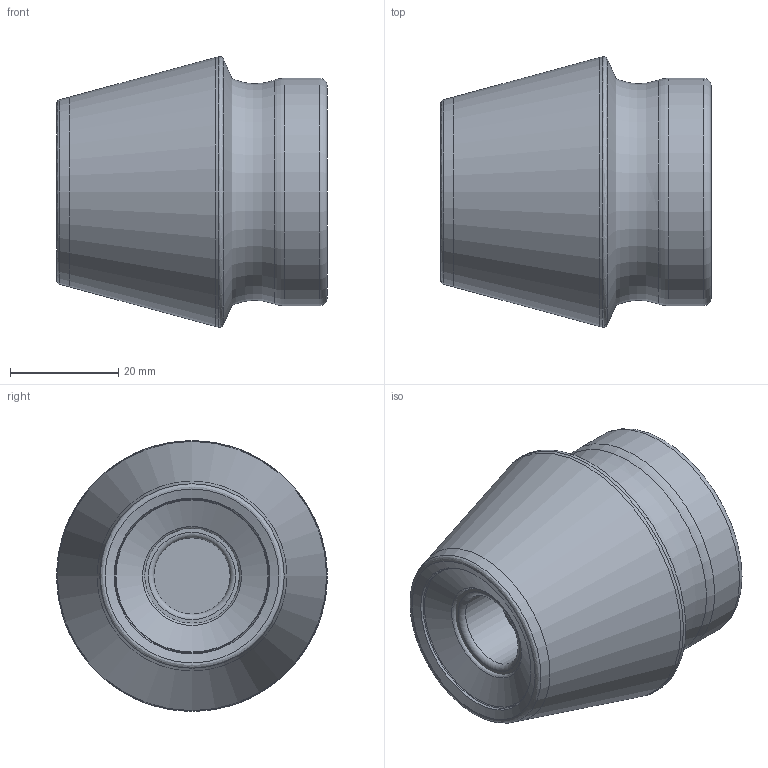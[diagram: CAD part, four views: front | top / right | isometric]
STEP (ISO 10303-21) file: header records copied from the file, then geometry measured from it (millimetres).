
FILE_DESCRIPTION(/* description */ (''),/* implementation_level */ '2;1');
FILE_NAME(/* name */ 'AHM75-AP16-D35x50-A22-Z0306-H.stp',/* time_stamp */ '2023-12-11T08:26:41+03:00',/* author */ (''),/* organization */ (''),/* preprocessor_version */ 'ST-DEVELOPER v19.4',/* originating_system */ 'SIEMENS PLM Software NX2306.3001',/* authorisation */ '');
FILE_SCHEMA (('AUTOMOTIVE_DESIGN { 1 0 10303 214 3 1 1 1 }'));
Length unit declared in the file: millimetre
Products named in the file (1): AHM75-AP16-D35x50-A22-Z0306-H_XT
Bounding box: 50 x 49.99 x 50 mm (x, y, z)
Volume: 91772.8 mm3; surface area: 17624.7 mm2
Topology: 2 solids, 2 shells, 33 faces, 62 edges, 32 vertices
Faces by surface type: revolution 18, torus 7, plane 3, cone 3, cylinder 2
Full cylindrical faces by diameter (mm): 14.1 x1, 42 x1
Entity records: 912 total; most frequent: CARTESIAN_POINT 224, DIRECTION 114, EDGE_LOOP 64, ORIENTED_EDGE 64, FACE_BOUND 62, AXIS2_PLACEMENT_3D 48, ADVANCED_FACE 33, VERTEX_POINT 32
